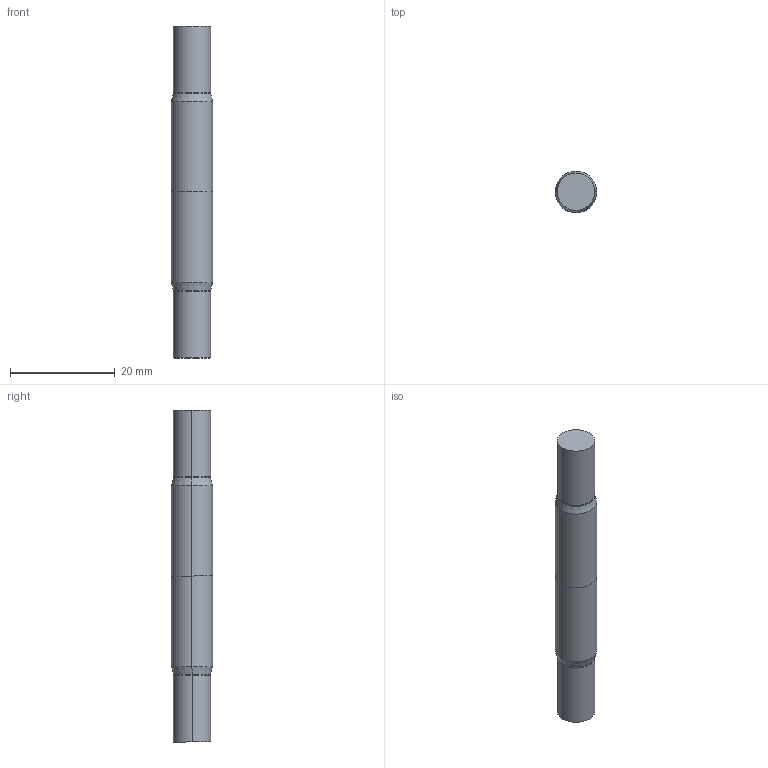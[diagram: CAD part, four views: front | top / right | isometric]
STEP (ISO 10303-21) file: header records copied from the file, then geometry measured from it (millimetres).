
FILE_DESCRIPTION (( 'STEP AP203' ), '1' );
FILE_NAME ('31431.STEP', '2024-03-04T16:00:09', ( '' ), ( '' ), 'SwSTEP 2.0', 'SolidWorks 2023', '' );
FILE_SCHEMA (( 'CONFIG_CONTROL_DESIGN' ));
Length unit declared in the file: inch
Products named in the file (1): 31431
Bounding box: 7.94 x 7.94 x 63.5 mm (x, y, z)
Surface area: 2685.9 mm2
Topology: 5 solids, 5 shells, 38 faces, 66 edges, 38 vertices
Faces by surface type: cylinder 16, cone 12, plane 10
Entity records: 975 total; most frequent: DIRECTION 182, CARTESIAN_POINT 143, ORIENTED_EDGE 132, AXIS2_PLACEMENT_3D 77, EDGE_CURVE 66, CIRCLE 38, VERTEX_POINT 38, FACE_OUTER_BOUND 38
